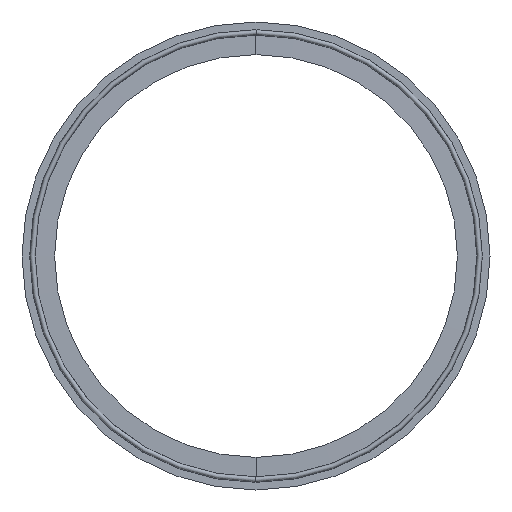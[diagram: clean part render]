
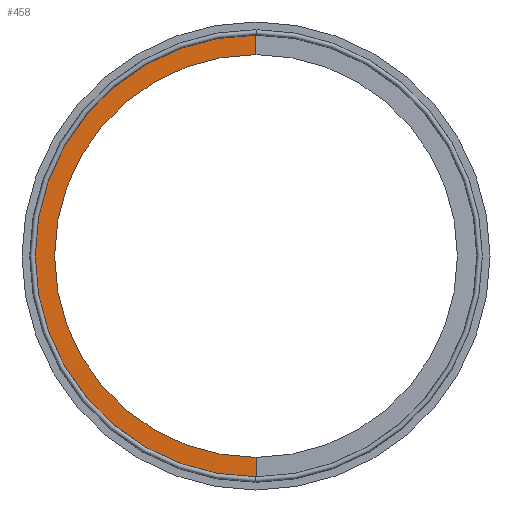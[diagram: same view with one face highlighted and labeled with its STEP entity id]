
A CAD part, left-side view. The second image highlights one B-rep face of the part: STEP entity #458.
In plain terms, the highlighted conical face has half-angle 89 degrees and reference radius 111.3 mm.
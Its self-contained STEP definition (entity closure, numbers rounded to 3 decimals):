
#2 = VERTEX_POINT ( 'NONE', #700 ) ;
#14 = EDGE_CURVE ( 'NONE', #695, #128, #68, .T. ) ;
#19 = EDGE_CURVE ( 'NONE', #695, #2, #570, .T. ) ;
#29 = CIRCLE ( 'NONE', #816, 111.097 ) ;
#57 = CARTESIAN_POINT ( 'NONE',  ( -0.88, 0., 0. ) ) ;
#60 = DIRECTION ( 'NONE',  ( -1., 0., 0. ) ) ;
#66 = ORIENTED_EDGE ( 'NONE', *, *, #532, .T. ) ;
#68 = CIRCLE ( 'NONE', #884, 101.36 ) ;
#71 = DIRECTION ( 'NONE',  ( 0.017, 0., 1. ) ) ;
#78 = VECTOR ( 'NONE', #204, 1000. ) ;
#113 = CARTESIAN_POINT ( 'NONE',  ( -0.876, 0., -111.3 ) ) ;
#115 = FACE_OUTER_BOUND ( 'NONE', #253, .T. ) ;
#127 = DIRECTION ( 'NONE',  ( 1., 0., 0. ) ) ;
#128 = VERTEX_POINT ( 'NONE', #856 ) ;
#130 = DIRECTION ( 'NONE',  ( 0., 0., 1. ) ) ;
#143 = VECTOR ( 'NONE', #71, 1000. ) ;
#193 = CARTESIAN_POINT ( 'NONE',  ( -0.88, 0., -111.097 ) ) ;
#202 = DIRECTION ( 'NONE',  ( 0., 0., -1. ) ) ;
#204 = DIRECTION ( 'NONE',  ( 0.017, 0., -1. ) ) ;
#252 = CARTESIAN_POINT ( 'NONE',  ( -0.876, 0., 0. ) ) ;
#253 = EDGE_LOOP ( 'NONE', ( #537, #361, #66, #424 ) ) ;
#286 = CARTESIAN_POINT ( 'NONE',  ( -0.876, 0., 111.3 ) ) ;
#361 = ORIENTED_EDGE ( 'NONE', *, *, #19, .T. ) ;
#424 = ORIENTED_EDGE ( 'NONE', *, *, #841, .F. ) ;
#458 = ADVANCED_FACE ( 'NONE', ( #115 ), #660, .T. ) ;
#501 = AXIS2_PLACEMENT_3D ( 'NONE', #252, #127, #612 ) ;
#532 = EDGE_CURVE ( 'NONE', #2, #833, #29, .T. ) ;
#537 = ORIENTED_EDGE ( 'NONE', *, *, #14, .F. ) ;
#570 = LINE ( 'NONE', #286, #143 ) ;
#594 = CARTESIAN_POINT ( 'NONE',  ( -1.05, 0., 101.36 ) ) ;
#612 = DIRECTION ( 'NONE',  ( 0., 0., -1. ) ) ;
#660 = CONICAL_SURFACE ( 'NONE', #501, 111.3, 1.553 ) ;
#689 = LINE ( 'NONE', #113, #78 ) ;
#695 = VERTEX_POINT ( 'NONE', #594 ) ;
#700 = CARTESIAN_POINT ( 'NONE',  ( -0.88, 0., 111.097 ) ) ;
#759 = CARTESIAN_POINT ( 'NONE',  ( -1.05, 0., 0. ) ) ;
#816 = AXIS2_PLACEMENT_3D ( 'NONE', #57, #826, #202 ) ;
#826 = DIRECTION ( 'NONE',  ( -1., 0., 0. ) ) ;
#833 = VERTEX_POINT ( 'NONE', #193 ) ;
#841 = EDGE_CURVE ( 'NONE', #128, #833, #689, .T. ) ;
#856 = CARTESIAN_POINT ( 'NONE',  ( -1.05, 0., -101.36 ) ) ;
#884 = AXIS2_PLACEMENT_3D ( 'NONE', #759, #60, #130 ) ;
